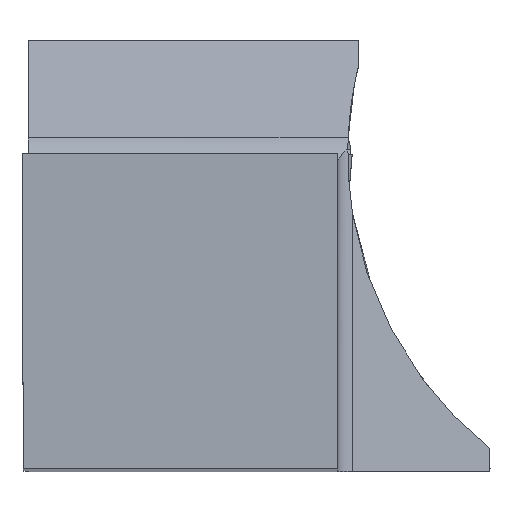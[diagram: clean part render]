
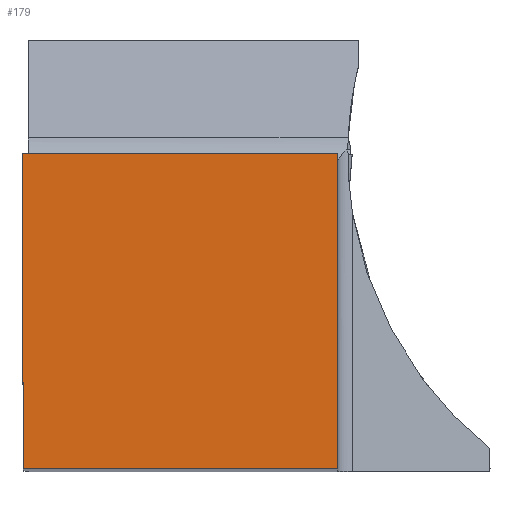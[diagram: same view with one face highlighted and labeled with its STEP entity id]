
A CAD part, top view. The second image highlights one B-rep face of the part: STEP entity #179.
In plain terms, the highlighted planar face has unit normal (0, 0, 1).
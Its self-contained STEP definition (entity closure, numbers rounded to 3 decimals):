
#120=PLANE('',#1566);
#179=ADVANCED_FACE('CU_BACK_SU1',(#261),#120,.F.);
#261=FACE_OUTER_BOUND('',#332,.T.);
#332=EDGE_LOOP('',(#832,#833,#834,#835));
#456=LINE('',#2255,#594);
#459=LINE('',#2265,#597);
#483=LINE('',#2341,#621);
#484=LINE('',#2343,#622);
#594=VECTOR('',#1725,1.);
#597=VECTOR('',#1734,1.);
#621=VECTOR('',#1786,1.);
#622=VECTOR('',#1787,1.);
#832=ORIENTED_EDGE('',*,*,#1336,.T.);
#833=ORIENTED_EDGE('',*,*,#1337,.F.);
#834=ORIENTED_EDGE('',*,*,#1306,.T.);
#835=ORIENTED_EDGE('',*,*,#1301,.T.);
#1156=VERTEX_POINT('',#2253);
#1158=VERTEX_POINT('',#2256);
#1162=VERTEX_POINT('',#2266);
#1179=VERTEX_POINT('',#2342);
#1301=EDGE_CURVE('',#1158,#1156,#456,.T.);
#1306=EDGE_CURVE('',#1162,#1158,#459,.T.);
#1336=EDGE_CURVE('',#1156,#1179,#483,.T.);
#1337=EDGE_CURVE('',#1162,#1179,#484,.T.);
#1566=AXIS2_PLACEMENT_3D('',#2344,#1788,#1789);
#1725=DIRECTION('',(0.004,-1.,0.));
#1734=DIRECTION('',(-1.,0.,0.));
#1786=DIRECTION('',(1.,0.,0.));
#1787=DIRECTION('',(0.,-1.,0.));
#1788=DIRECTION('',(0.,0.,-1.));
#1789=DIRECTION('',(0.,-1.,0.));
#2253=CARTESIAN_POINT('',(0.109,0.,0.));
#2255=CARTESIAN_POINT('',(-0.088,44.976,0.));
#2256=CARTESIAN_POINT('',(0.,24.875,0.));
#2265=CARTESIAN_POINT('',(-23.244,24.875,0.));
#2266=CARTESIAN_POINT('',(24.875,24.875,0.));
#2341=CARTESIAN_POINT('',(-23.244,0.,0.));
#2342=CARTESIAN_POINT('',(24.875,0.,0.));
#2343=CARTESIAN_POINT('',(24.875,44.875,0.));
#2344=CARTESIAN_POINT('',(-23.244,44.875,0.));
